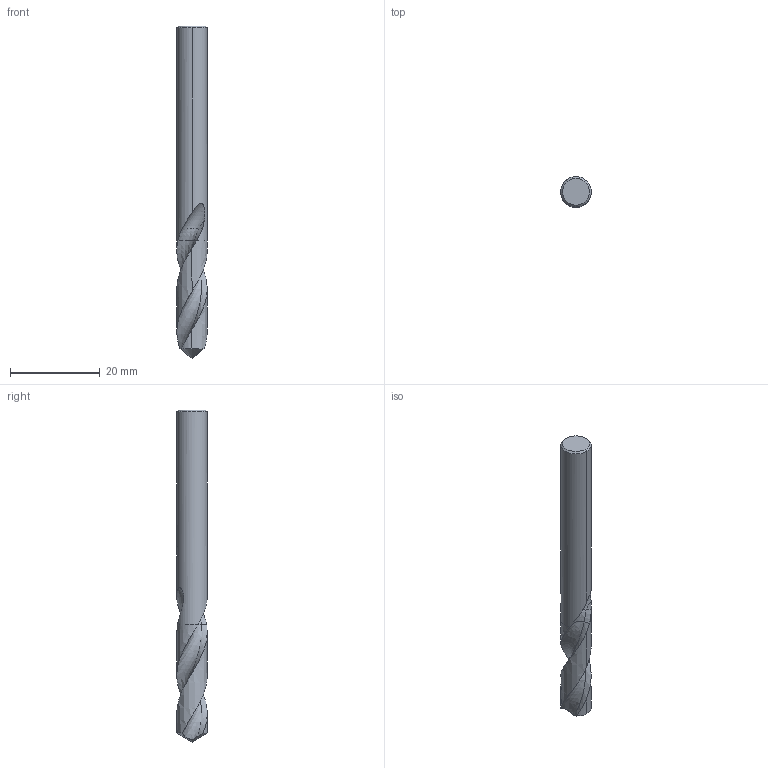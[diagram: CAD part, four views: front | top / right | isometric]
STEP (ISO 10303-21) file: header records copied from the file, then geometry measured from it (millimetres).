
FILE_DESCRIPTION(('no description'),'unknown implementation level');
FILE_NAME('solidBf2T8HTaEeE0sPrnSyIcYW_2yEo_1.STP',' ',('CIMSOURCE GmbH'),('CADClick - KiM GmbH - www.kimweb.de'),'unknown preprocess','ACIS','unknown authorization');
FILE_SCHEMA(('automotive_design'));
Length unit declared in the file: millimetre
Products named in the file (2): 1; 2
Bounding box: 6.8 x 6.8 x 74 mm (x, y, z)
Volume: 2176.6 mm3; surface area: 1713.7 mm2
Topology: 2 solids, 2 shells, 44 faces, 117 edges, 75 vertices
Faces by surface type: bspline 12, cone 10, cylinder 10, plane 8, revolution 4
Entity records: 8033 total; most frequent: CARTESIAN_POINT 5725, STYLED_ITEM 236, PRESENTATION_STYLE_ASSIGNMENT 236, COLOUR_RGB 236, ORIENTED_EDGE 230, DIRECTION 149, EDGE_CURVE 115, CURVE_STYLE 115
